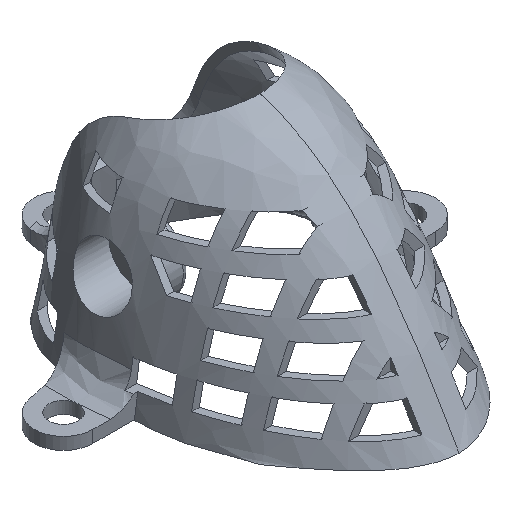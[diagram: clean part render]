
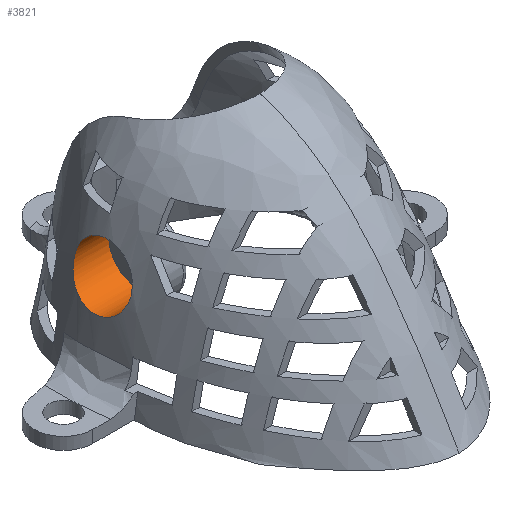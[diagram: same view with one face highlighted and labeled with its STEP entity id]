
A CAD part, isometric view. The second image highlights one B-rep face of the part: STEP entity #3821.
In plain terms, the highlighted cylindrical face has radius 3.038 mm (diameter 6.077 mm), a full revolution.
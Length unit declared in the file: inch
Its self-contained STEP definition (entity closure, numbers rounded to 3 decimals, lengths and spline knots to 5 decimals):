
#32=LINE('',#6974,#210);
#210=VECTOR('',#4352,0.11962);
#472=CYLINDRICAL_SURFACE('',#4055,0.11962);
#522=FACE_OUTER_BOUND('',#759,.T.);
#759=EDGE_LOOP('',(#2755,#2756,#2757,#2758,#2759));
#989=CIRCLE('',#4046,0.11962);
#1057=B_SPLINE_CURVE_WITH_KNOTS('',3,(#5378,#5379,#5380,#5381,#5382,#5383,
#5384,#5385,#5386,#5387,#5388,#5389,#5390,#5391,#5392,#5393,#5394,#5395,
#5396,#5397,#5398,#5399,#5400,#5401,#5402,#5403,#5404,#5405,#5406,#5407),
 .UNSPECIFIED.,.F.,.F.,(4,2,2,2,2,2,2,2,2,2,2,2,2,2,4),(-1.93973,
-1.84705,-1.72816,-1.61209,-1.50006,
-1.39809,-1.28351,-1.15978,-1.04438,
-0.93481,-0.82335,-0.71018,-0.59307,
-0.46929,-0.37407),.UNSPECIFIED.);
#1058=B_SPLINE_CURVE_WITH_KNOTS('',3,(#5408,#5409,#5410,#5411,#5412,#5413,
#5414,#5415,#5416,#5417),.UNSPECIFIED.,.F.,.F.,(4,2,2,2,4),(-0.37407,
-0.3496,-0.22936,-0.12007,0.),
 .UNSPECIFIED.);
#1442=VERTEX_POINT('',#5376);
#1443=VERTEX_POINT('',#5377);
#1553=VERTEX_POINT('',#6276);
#1856=EDGE_CURVE('',#1442,#1443,#1057,.T.);
#1857=EDGE_CURVE('',#1443,#1442,#1058,.T.);
#1982=EDGE_CURVE('',#1553,#1553,#989,.T.);
#2067=EDGE_CURVE('',#1553,#1443,#32,.T.);
#2755=ORIENTED_EDGE('',*,*,#1982,.F.);
#2756=ORIENTED_EDGE('',*,*,#2067,.T.);
#2757=ORIENTED_EDGE('',*,*,#1857,.T.);
#2758=ORIENTED_EDGE('',*,*,#1856,.T.);
#2759=ORIENTED_EDGE('',*,*,#2067,.F.);
#3821=ADVANCED_FACE('',(#522),#472,.F.);
#4046=AXIS2_PLACEMENT_3D('',#6277,#4328,#4329);
#4055=AXIS2_PLACEMENT_3D('',#6973,#4350,#4351);
#4328=DIRECTION('center_axis',(-1.,0.,0.));
#4329=DIRECTION('ref_axis',(0.,1.,0.));
#4350=DIRECTION('center_axis',(1.,0.,0.));
#4351=DIRECTION('ref_axis',(0.,1.,0.));
#4352=DIRECTION('',(-1.,0.,0.));
#5376=CARTESIAN_POINT('',(-0.45639,0.02333,0.66213));
#5377=CARTESIAN_POINT('',(-0.47593,-0.05462,0.55));
#5378=CARTESIAN_POINT('Ctrl Pts',(-0.45639,0.02333,
0.66213));
#5379=CARTESIAN_POINT('Ctrl Pts',(-0.45591,0.03472,
0.66636));
#5380=CARTESIAN_POINT('Ctrl Pts',(-0.45563,0.0467,
0.66884));
#5381=CARTESIAN_POINT('Ctrl Pts',(-0.45532,0.07442,
0.67026));
#5382=CARTESIAN_POINT('Ctrl Pts',(-0.45537,0.09002,
0.66801));
#5383=CARTESIAN_POINT('Ctrl Pts',(-0.45591,0.1191,0.65777));
#5384=CARTESIAN_POINT('Ctrl Pts',(-0.45639,0.13236,
0.65002));
#5385=CARTESIAN_POINT('Ctrl Pts',(-0.45821,0.15483,
0.63034));
#5386=CARTESIAN_POINT('Ctrl Pts',(-0.45951,0.16396,
0.61876));
#5387=CARTESIAN_POINT('Ctrl Pts',(-0.46317,0.17697,
0.59413));
#5388=CARTESIAN_POINT('Ctrl Pts',(-0.46541,0.18113,
0.58154));
#5389=CARTESIAN_POINT('Ctrl Pts',(-0.47122,0.18546,
0.55404));
#5390=CARTESIAN_POINT('Ctrl Pts',(-0.47488,0.18502,
0.53931));
#5391=CARTESIAN_POINT('Ctrl Pts',(-0.48307,0.17874,
0.50977));
#5392=CARTESIAN_POINT('Ctrl Pts',(-0.48758,0.17249,
0.49522));
#5393=CARTESIAN_POINT('Ctrl Pts',(-0.49559,0.15531,
0.4702));
#5394=CARTESIAN_POINT('Ctrl Pts',(-0.49908,0.1448,0.45965));
#5395=CARTESIAN_POINT('Ctrl Pts',(-0.50434,0.12081,
0.44326));
#5396=CARTESIAN_POINT('Ctrl Pts',(-0.50615,0.10774,
0.43736));
#5397=CARTESIAN_POINT('Ctrl Pts',(-0.50807,0.07966,
0.43039));
#5398=CARTESIAN_POINT('Ctrl Pts',(-0.50814,0.06497,
0.42949));
#5399=CARTESIAN_POINT('Ctrl Pts',(-0.50672,0.03575,
0.43307));
#5400=CARTESIAN_POINT('Ctrl Pts',(-0.50523,0.02156,
0.43758));
#5401=CARTESIAN_POINT('Ctrl Pts',(-0.50099,-0.00482,
0.45169));
#5402=CARTESIAN_POINT('Ctrl Pts',(-0.49824,-0.01667,
0.46132));
#5403=CARTESIAN_POINT('Ctrl Pts',(-0.4918,-0.03666,
0.48497));
#5404=CARTESIAN_POINT('Ctrl Pts',(-0.48812,-0.04436,
0.49902));
#5405=CARTESIAN_POINT('Ctrl Pts',(-0.48152,-0.05276,
0.52572));
#5406=CARTESIAN_POINT('Ctrl Pts',(-0.47866,-0.05462,
0.53783));
#5407=CARTESIAN_POINT('Ctrl Pts',(-0.47593,-0.05462,
0.55));
#5408=CARTESIAN_POINT('Ctrl Pts',(-0.47593,-0.05462,
0.55));
#5409=CARTESIAN_POINT('Ctrl Pts',(-0.47523,-0.05462,
0.55313));
#5410=CARTESIAN_POINT('Ctrl Pts',(-0.47454,-0.0545,
0.55626));
#5411=CARTESIAN_POINT('Ctrl Pts',(-0.47051,-0.05304,
0.57478));
#5412=CARTESIAN_POINT('Ctrl Pts',(-0.4675,-0.04886,
0.58986));
#5413=CARTESIAN_POINT('Ctrl Pts',(-0.46273,-0.03548,
0.61644));
#5414=CARTESIAN_POINT('Ctrl Pts',(-0.46091,-0.02689,
0.62791));
#5415=CARTESIAN_POINT('Ctrl Pts',(-0.458,-0.00494,
0.6483));
#5416=CARTESIAN_POINT('Ctrl Pts',(-0.45702,0.00857,
0.65664));
#5417=CARTESIAN_POINT('Ctrl Pts',(-0.45639,0.02333,
0.66213));
#6276=CARTESIAN_POINT('',(-0.33,-0.05462,0.55));
#6277=CARTESIAN_POINT('Origin',(-0.33,0.065,0.55));
#6973=CARTESIAN_POINT('Origin',(-0.33,0.065,0.55));
#6974=CARTESIAN_POINT('',(-0.33,-0.05462,0.55));
